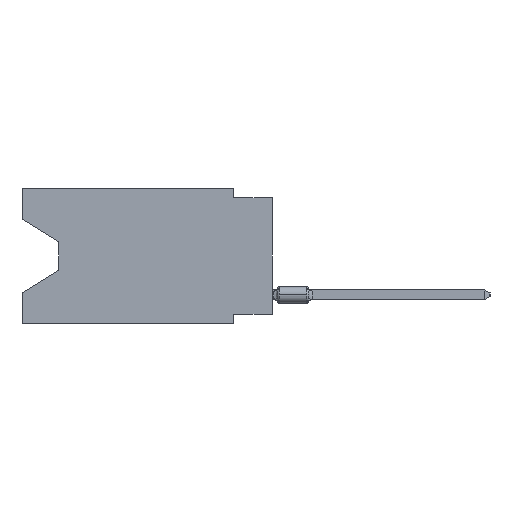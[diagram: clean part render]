
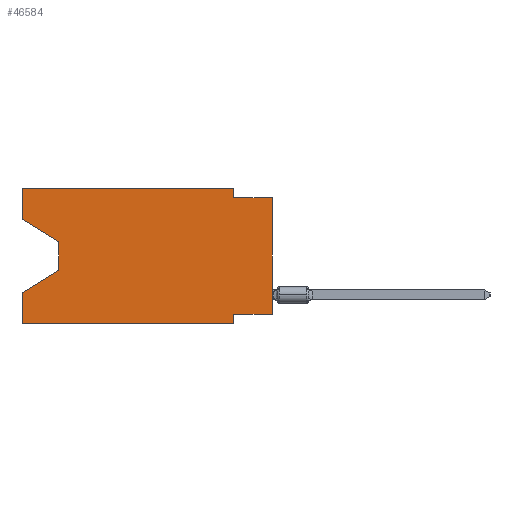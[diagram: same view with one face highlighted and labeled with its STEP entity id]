
A CAD part, left-side view. The second image highlights one B-rep face of the part: STEP entity #46584.
In plain terms, the highlighted planar face has unit normal (-1, 0, 0).
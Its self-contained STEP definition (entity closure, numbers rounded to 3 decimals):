
#222 = VERTEX_POINT ( 'NONE', #53138 ) ;
#405 = VERTEX_POINT ( 'NONE', #16689 ) ;
#623 = DIRECTION ( 'NONE',  ( 1., 0., 0. ) ) ;
#763 = ORIENTED_EDGE ( 'NONE', *, *, #37856, .F. ) ;
#1188 = CARTESIAN_POINT ( 'NONE',  ( 0., 2.54, -8.89 ) ) ;
#1335 = VECTOR ( 'NONE', #26225, 1000. ) ;
#1656 = VECTOR ( 'NONE', #16327, 1000. ) ;
#2206 = VECTOR ( 'NONE', #42209, 1000. ) ;
#3528 = ORIENTED_EDGE ( 'NONE', *, *, #45654, .F. ) ;
#3759 = DIRECTION ( 'NONE',  ( 0., -0.855, -0.519 ) ) ;
#5005 = CARTESIAN_POINT ( 'NONE',  ( 0., 0., -8.255 ) ) ;
#5156 = DIRECTION ( 'NONE',  ( 0., 0., -1. ) ) ;
#5752 = EDGE_CURVE ( 'NONE', #64070, #63117, #12843, .T. ) ;
#7204 = VERTEX_POINT ( 'NONE', #30050 ) ;
#10003 = LINE ( 'NONE', #20966, #2206 ) ;
#10708 = CARTESIAN_POINT ( 'NONE',  ( 0., 2.54, 0. ) ) ;
#12843 = LINE ( 'NONE', #51974, #58033 ) ;
#13100 = LINE ( 'NONE', #63903, #16132 ) ;
#13745 = ORIENTED_EDGE ( 'NONE', *, *, #50039, .T. ) ;
#14733 = CARTESIAN_POINT ( 'NONE',  ( 0., 13.97, -3.505 ) ) ;
#15074 = LINE ( 'NONE', #15795, #52857 ) ;
#15795 = CARTESIAN_POINT ( 'NONE',  ( 0., 16.383, -2.038 ) ) ;
#16132 = VECTOR ( 'NONE', #19307, 1000. ) ;
#16155 = LINE ( 'NONE', #14733, #30708 ) ;
#16327 = DIRECTION ( 'NONE',  ( 0., 1., 0. ) ) ;
#16689 = CARTESIAN_POINT ( 'NONE',  ( 0., 16.383, -8.89 ) ) ;
#17297 = EDGE_LOOP ( 'NONE', ( #13745, #46137, #34944, #52899, #58066, #34687, #3528, #20606, #38918, #763, #22391, #64391 ) ) ;
#18123 = EDGE_CURVE ( 'NONE', #7204, #63117, #13100, .T. ) ;
#18562 = VERTEX_POINT ( 'NONE', #46463 ) ;
#18832 = VERTEX_POINT ( 'NONE', #28494 ) ;
#19053 = VECTOR ( 'NONE', #21950, 1000. ) ;
#19265 = VERTEX_POINT ( 'NONE', #67141 ) ;
#19307 = DIRECTION ( 'NONE',  ( 0., -1., 0. ) ) ;
#20606 = ORIENTED_EDGE ( 'NONE', *, *, #5752, .T. ) ;
#20966 = CARTESIAN_POINT ( 'NONE',  ( 0., 16.383, 0. ) ) ;
#21056 = EDGE_CURVE ( 'NONE', #66699, #45773, #37204, .T. ) ;
#21950 = DIRECTION ( 'NONE',  ( 0., 0.855, -0.519 ) ) ;
#22391 = ORIENTED_EDGE ( 'NONE', *, *, #49475, .F. ) ;
#23274 = PLANE ( 'NONE',  #68278 ) ;
#26225 = DIRECTION ( 'NONE',  ( 0., 0., 1. ) ) ;
#26919 = EDGE_CURVE ( 'NONE', #405, #18832, #10003, .T. ) ;
#27320 = LINE ( 'NONE', #5005, #1656 ) ;
#27442 = CARTESIAN_POINT ( 'NONE',  ( 0., 13.97, -5.385 ) ) ;
#28494 = CARTESIAN_POINT ( 'NONE',  ( 0., 16.383, -6.852 ) ) ;
#30050 = CARTESIAN_POINT ( 'NONE',  ( 0., 2.54, -0.635 ) ) ;
#30227 = FACE_OUTER_BOUND ( 'NONE', #17297, .T. ) ;
#30708 = VECTOR ( 'NONE', #65881, 1000. ) ;
#31688 = VECTOR ( 'NONE', #50694, 1000. ) ;
#33546 = LINE ( 'NONE', #45222, #31688 ) ;
#34618 = CARTESIAN_POINT ( 'NONE',  ( 0., 16.383, 0. ) ) ;
#34687 = ORIENTED_EDGE ( 'NONE', *, *, #59489, .F. ) ;
#34944 = ORIENTED_EDGE ( 'NONE', *, *, #67313, .T. ) ;
#36489 = VECTOR ( 'NONE', #64490, 1000. ) ;
#37204 = LINE ( 'NONE', #53996, #1335 ) ;
#37856 = EDGE_CURVE ( 'NONE', #54808, #7204, #55241, .T. ) ;
#38918 = ORIENTED_EDGE ( 'NONE', *, *, #18123, .F. ) ;
#42184 = CARTESIAN_POINT ( 'NONE',  ( 0., 13.97, -5.385 ) ) ;
#42209 = DIRECTION ( 'NONE',  ( 0., 0., 1. ) ) ;
#42939 = VERTEX_POINT ( 'NONE', #42184 ) ;
#43913 = CARTESIAN_POINT ( 'NONE',  ( 0., 2.54, 0. ) ) ;
#45222 = CARTESIAN_POINT ( 'NONE',  ( 0., 16.383, -8.89 ) ) ;
#45654 = EDGE_CURVE ( 'NONE', #64070, #19265, #27320, .T. ) ;
#45760 = DIRECTION ( 'NONE',  ( 0., 0., 1. ) ) ;
#45773 = VERTEX_POINT ( 'NONE', #46916 ) ;
#46137 = ORIENTED_EDGE ( 'NONE', *, *, #50022, .T. ) ;
#46142 = DIRECTION ( 'NONE',  ( 0., 0., -1. ) ) ;
#46463 = CARTESIAN_POINT ( 'NONE',  ( 0., 13.97, -3.505 ) ) ;
#46584 = ADVANCED_FACE ( 'NONE', ( #30227 ), #23274, .F. ) ;
#46916 = CARTESIAN_POINT ( 'NONE',  ( 0., 16.383, 0. ) ) ;
#48029 = CARTESIAN_POINT ( 'NONE',  ( 0., 16.383, 0. ) ) ;
#48762 = VECTOR ( 'NONE', #46142, 1000. ) ;
#49475 = EDGE_CURVE ( 'NONE', #45773, #54808, #52450, .T. ) ;
#49704 = CARTESIAN_POINT ( 'NONE',  ( 0., 0., -8.255 ) ) ;
#50022 = EDGE_CURVE ( 'NONE', #18562, #42939, #16155, .T. ) ;
#50039 = EDGE_CURVE ( 'NONE', #66699, #18562, #15074, .T. ) ;
#50694 = DIRECTION ( 'NONE',  ( 0., -1., 0. ) ) ;
#51974 = CARTESIAN_POINT ( 'NONE',  ( 0., 0., 0. ) ) ;
#52450 = LINE ( 'NONE', #48029, #36489 ) ;
#52857 = VECTOR ( 'NONE', #3759, 1000. ) ;
#52899 = ORIENTED_EDGE ( 'NONE', *, *, #26919, .F. ) ;
#53138 = CARTESIAN_POINT ( 'NONE',  ( 0., 2.54, -8.89 ) ) ;
#53996 = CARTESIAN_POINT ( 'NONE',  ( 0., 16.383, 0. ) ) ;
#54808 = VERTEX_POINT ( 'NONE', #10708 ) ;
#55241 = LINE ( 'NONE', #43913, #57432 ) ;
#57432 = VECTOR ( 'NONE', #5156, 1000. ) ;
#58033 = VECTOR ( 'NONE', #45760, 1000. ) ;
#58066 = ORIENTED_EDGE ( 'NONE', *, *, #63362, .T. ) ;
#58434 = CARTESIAN_POINT ( 'NONE',  ( 0., 0., -0.635 ) ) ;
#59489 = EDGE_CURVE ( 'NONE', #19265, #222, #62576, .T. ) ;
#60678 = LINE ( 'NONE', #27442, #19053 ) ;
#62576 = LINE ( 'NONE', #1188, #48762 ) ;
#63090 = DIRECTION ( 'NONE',  ( 0., 0., -1. ) ) ;
#63117 = VERTEX_POINT ( 'NONE', #58434 ) ;
#63362 = EDGE_CURVE ( 'NONE', #405, #222, #33546, .T. ) ;
#63903 = CARTESIAN_POINT ( 'NONE',  ( 0., 0., -0.635 ) ) ;
#64070 = VERTEX_POINT ( 'NONE', #49704 ) ;
#64391 = ORIENTED_EDGE ( 'NONE', *, *, #21056, .F. ) ;
#64490 = DIRECTION ( 'NONE',  ( 0., -1., 0. ) ) ;
#65881 = DIRECTION ( 'NONE',  ( 0., 0., -1. ) ) ;
#66699 = VERTEX_POINT ( 'NONE', #69609 ) ;
#67141 = CARTESIAN_POINT ( 'NONE',  ( 0., 2.54, -8.255 ) ) ;
#67313 = EDGE_CURVE ( 'NONE', #42939, #18832, #60678, .T. ) ;
#68278 = AXIS2_PLACEMENT_3D ( 'NONE', #34618, #623, #63090 ) ;
#69609 = CARTESIAN_POINT ( 'NONE',  ( 0., 16.383, -2.038 ) ) ;
